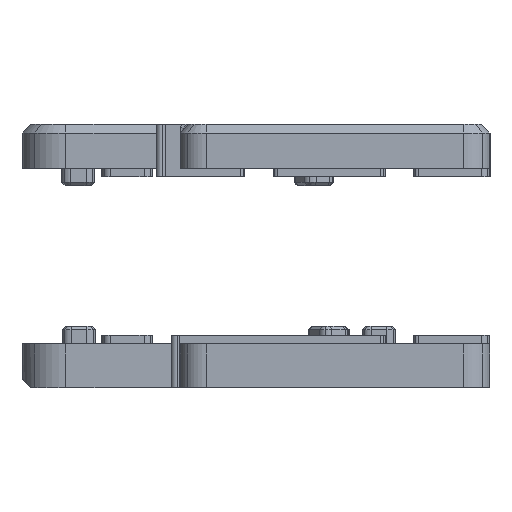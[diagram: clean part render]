
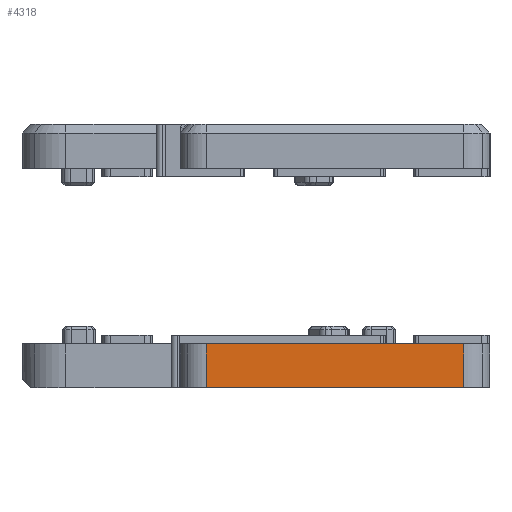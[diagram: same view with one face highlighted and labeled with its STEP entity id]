
A CAD part, left-side view. The second image highlights one B-rep face of the part: STEP entity #4318.
In plain terms, the highlighted planar face has unit normal (-1, 0, 0).
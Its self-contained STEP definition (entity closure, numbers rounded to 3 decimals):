
#884 = CARTESIAN_POINT ( 'NONE',  ( 28.427, 71.077, -23.306 ) ) ;
#1556 = EDGE_CURVE ( 'NONE', #37182, #19932, #25653, .T. ) ;
#1739 = DIRECTION ( 'NONE',  ( 0., 0., 1. ) ) ;
#3951 = ORIENTED_EDGE ( 'NONE', *, *, #21076, .F. ) ;
#4318 = ADVANCED_FACE ( 'NONE', ( #36390 ), #21919, .T. ) ;
#4364 = VECTOR ( 'NONE', #25472, 1000. ) ;
#4769 = LINE ( 'NONE', #19440, #12801 ) ;
#5151 = VECTOR ( 'NONE', #24850, 1000. ) ;
#5375 = EDGE_CURVE ( 'NONE', #35000, #24287, #4769, .T. ) ;
#9640 = CARTESIAN_POINT ( 'NONE',  ( 28.427, 71.077, -21.606 ) ) ;
#10484 = DIRECTION ( 'NONE',  ( -1., 0., 0. ) ) ;
#11789 = ORIENTED_EDGE ( 'NONE', *, *, #26562, .F. ) ;
#11941 = ORIENTED_EDGE ( 'NONE', *, *, #5375, .T. ) ;
#12167 = CARTESIAN_POINT ( 'NONE',  ( 28.427, 41.777, -28.306 ) ) ;
#12801 = VECTOR ( 'NONE', #19064, 1000. ) ;
#13469 = CARTESIAN_POINT ( 'NONE',  ( 28.427, 50.788, -28.306 ) ) ;
#14386 = CARTESIAN_POINT ( 'NONE',  ( 28.427, 41.777, -26.606 ) ) ;
#16413 = CARTESIAN_POINT ( 'NONE',  ( 28.427, 71.077, -28.306 ) ) ;
#16556 = AXIS2_PLACEMENT_3D ( 'NONE', #19620, #10484, #1739 ) ;
#17623 = LINE ( 'NONE', #14386, #30894 ) ;
#19064 = DIRECTION ( 'NONE',  ( 0., 1., 0. ) ) ;
#19440 = CARTESIAN_POINT ( 'NONE',  ( 28.427, 64.048, -23.306 ) ) ;
#19620 = CARTESIAN_POINT ( 'NONE',  ( 28.427, 36.298, -29.906 ) ) ;
#19932 = VERTEX_POINT ( 'NONE', #16413 ) ;
#20635 = CARTESIAN_POINT ( 'NONE',  ( 28.427, 41.777, -23.306 ) ) ;
#20870 = DIRECTION ( 'NONE',  ( 0., 0., -1. ) ) ;
#21076 = EDGE_CURVE ( 'NONE', #35000, #37182, #17623, .T. ) ;
#21919 = PLANE ( 'NONE',  #16556 ) ;
#24287 = VERTEX_POINT ( 'NONE', #884 ) ;
#24311 = ORIENTED_EDGE ( 'NONE', *, *, #1556, .F. ) ;
#24850 = DIRECTION ( 'NONE',  ( 0., 0., 1. ) ) ;
#25472 = DIRECTION ( 'NONE',  ( 0., 1., 0. ) ) ;
#25653 = LINE ( 'NONE', #13469, #4364 ) ;
#26562 = EDGE_CURVE ( 'NONE', #19932, #24287, #35734, .T. ) ;
#27246 = EDGE_LOOP ( 'NONE', ( #3951, #11941, #11789, #24311 ) ) ;
#30894 = VECTOR ( 'NONE', #20870, 1000. ) ;
#35000 = VERTEX_POINT ( 'NONE', #20635 ) ;
#35734 = LINE ( 'NONE', #9640, #5151 ) ;
#36390 = FACE_OUTER_BOUND ( 'NONE', #27246, .T. ) ;
#37182 = VERTEX_POINT ( 'NONE', #12167 ) ;
